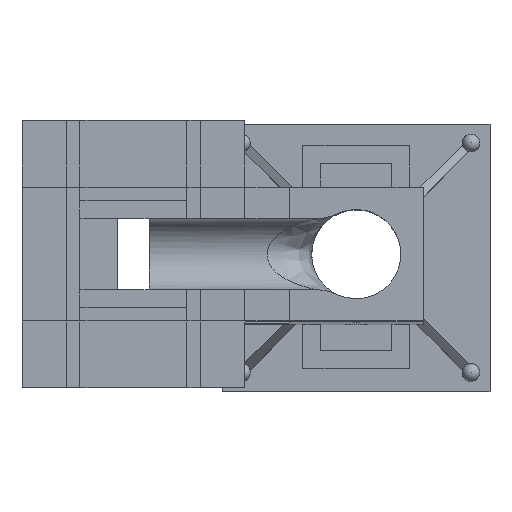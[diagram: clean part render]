
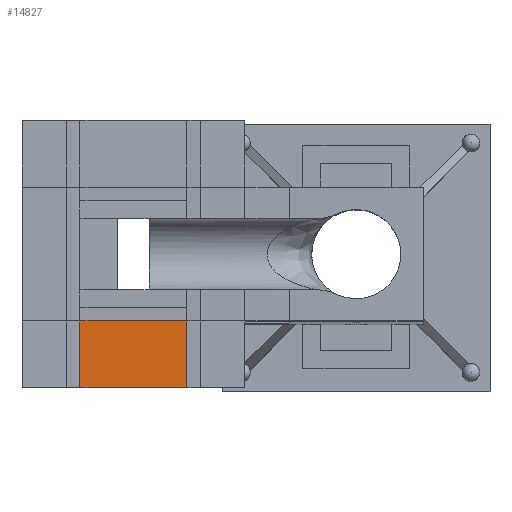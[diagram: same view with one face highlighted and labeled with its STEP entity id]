
A CAD part, top view. The second image highlights one B-rep face of the part: STEP entity #14827.
In plain terms, the highlighted planar face has unit normal (0, 0, 1).
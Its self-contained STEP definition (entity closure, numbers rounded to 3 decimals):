
#11379 = VERTEX_POINT('',#11380);
#11380 = CARTESIAN_POINT('',(-3.8,-1.5,
    48.));
#11394 = PLANE('',#11395);
#11395 = AXIS2_PLACEMENT_3D('',#11396,#11397,#11398);
#11396 = CARTESIAN_POINT('',(-5.,0.,
    48.));
#11397 = DIRECTION('',(0.,0.,1.));
#11398 = DIRECTION('',(1.,0.,0.));
#11420 = PLANE('',#11421);
#11421 = AXIS2_PLACEMENT_3D('',#11422,#11423,#11424);
#11422 = CARTESIAN_POINT('',(1.5,1.5,
    48.));
#11423 = DIRECTION('',(-0.,0.,-1.));
#11424 = DIRECTION('',(-1.,0.,0.));
#12670 = VERTEX_POINT('',#12671);
#12671 = CARTESIAN_POINT('',(-6.2,-1.5,
    48.));
#12694 = EDGE_CURVE('',#11379,#12670,#12695,.T.);
#12695 = SURFACE_CURVE('',#12696,(#12700,#12707),.PCURVE_S1.);
#12696 = LINE('',#12697,#12698);
#12697 = CARTESIAN_POINT('',(1.5,-1.5,
    48.));
#12698 = VECTOR('',#12699,1.);
#12699 = DIRECTION('',(-1.,0.,0.));
#12700 = PCURVE('',#11420,#12701);
#12701 = DEFINITIONAL_REPRESENTATION('',(#12702),#12706);
#12702 = LINE('',#12703,#12704);
#12703 = CARTESIAN_POINT('',(0.,-3.));
#12704 = VECTOR('',#12705,1.);
#12705 = DIRECTION('',(1.,0.));
#12706 = ( GEOMETRIC_REPRESENTATION_CONTEXT(2) 
PARAMETRIC_REPRESENTATION_CONTEXT() REPRESENTATION_CONTEXT('2D SPACE',''
  ) );
#12707 = PCURVE('',#12708,#12713);
#12708 = PLANE('',#12709);
#12709 = AXIS2_PLACEMENT_3D('',#12710,#12711,#12712);
#12710 = CARTESIAN_POINT('',(-5.,0.,
    48.));
#12711 = DIRECTION('',(0.,0.,1.));
#12712 = DIRECTION('',(1.,0.,0.));
#12713 = DEFINITIONAL_REPRESENTATION('',(#12714),#12718);
#12714 = LINE('',#12715,#12716);
#12715 = CARTESIAN_POINT('',(6.5,-1.5));
#12716 = VECTOR('',#12717,1.);
#12717 = DIRECTION('',(-1.,0.));
#12718 = ( GEOMETRIC_REPRESENTATION_CONTEXT(2) 
PARAMETRIC_REPRESENTATION_CONTEXT() REPRESENTATION_CONTEXT('2D SPACE',''
  ) );
#12747 = EDGE_CURVE('',#11379,#12748,#12750,.T.);
#12748 = VERTEX_POINT('',#12749);
#12749 = CARTESIAN_POINT('',(-3.8,-3.,
    48.));
#12750 = SURFACE_CURVE('',#12751,(#12755,#12762),.PCURVE_S1.);
#12751 = LINE('',#12752,#12753);
#12752 = CARTESIAN_POINT('',(-3.8,3.,
    48.));
#12753 = VECTOR('',#12754,1.);
#12754 = DIRECTION('',(0.,-1.,0.));
#12755 = PCURVE('',#11394,#12756);
#12756 = DEFINITIONAL_REPRESENTATION('',(#12757),#12761);
#12757 = LINE('',#12758,#12759);
#12758 = CARTESIAN_POINT('',(1.2,3.));
#12759 = VECTOR('',#12760,1.);
#12760 = DIRECTION('',(0.,-1.));
#12761 = ( GEOMETRIC_REPRESENTATION_CONTEXT(2) 
PARAMETRIC_REPRESENTATION_CONTEXT() REPRESENTATION_CONTEXT('2D SPACE',''
  ) );
#12762 = PCURVE('',#12708,#12763);
#12763 = DEFINITIONAL_REPRESENTATION('',(#12764),#12768);
#12764 = LINE('',#12765,#12766);
#12765 = CARTESIAN_POINT('',(1.2,3.));
#12766 = VECTOR('',#12767,1.);
#12767 = DIRECTION('',(0.,-1.));
#12768 = ( GEOMETRIC_REPRESENTATION_CONTEXT(2) 
PARAMETRIC_REPRESENTATION_CONTEXT() REPRESENTATION_CONTEXT('2D SPACE',''
  ) );
#12784 = PLANE('',#12785);
#12785 = AXIS2_PLACEMENT_3D('',#12786,#12787,#12788);
#12786 = CARTESIAN_POINT('',(-7.5,-3.,
    48.));
#12787 = DIRECTION('',(0.,-1.,0.));
#12788 = DIRECTION('',(1.,0.,0.));
#14790 = PLANE('',#14791);
#14791 = AXIS2_PLACEMENT_3D('',#14792,#14793,#14794);
#14792 = CARTESIAN_POINT('',(-5.,0.,
    48.));
#14793 = DIRECTION('',(0.,0.,1.));
#14794 = DIRECTION('',(1.,0.,0.));
#14827 = ADVANCED_FACE('',(#14828),#12708,.T.);
#14828 = FACE_BOUND('',#14829,.T.);
#14829 = EDGE_LOOP('',(#14830,#14831,#14832,#14855));
#14830 = ORIENTED_EDGE('',*,*,#12747,.F.);
#14831 = ORIENTED_EDGE('',*,*,#12694,.T.);
#14832 = ORIENTED_EDGE('',*,*,#14833,.T.);
#14833 = EDGE_CURVE('',#12670,#14834,#14836,.T.);
#14834 = VERTEX_POINT('',#14835);
#14835 = CARTESIAN_POINT('',(-6.2,-3.,
    48.));
#14836 = SURFACE_CURVE('',#14837,(#14841,#14848),.PCURVE_S1.);
#14837 = LINE('',#14838,#14839);
#14838 = CARTESIAN_POINT('',(-6.2,3.,
    48.));
#14839 = VECTOR('',#14840,1.);
#14840 = DIRECTION('',(0.,-1.,0.));
#14841 = PCURVE('',#12708,#14842);
#14842 = DEFINITIONAL_REPRESENTATION('',(#14843),#14847);
#14843 = LINE('',#14844,#14845);
#14844 = CARTESIAN_POINT('',(-1.2,3.));
#14845 = VECTOR('',#14846,1.);
#14846 = DIRECTION('',(0.,-1.));
#14847 = ( GEOMETRIC_REPRESENTATION_CONTEXT(2) 
PARAMETRIC_REPRESENTATION_CONTEXT() REPRESENTATION_CONTEXT('2D SPACE',''
  ) );
#14848 = PCURVE('',#14790,#14849);
#14849 = DEFINITIONAL_REPRESENTATION('',(#14850),#14854);
#14850 = LINE('',#14851,#14852);
#14851 = CARTESIAN_POINT('',(-1.2,3.));
#14852 = VECTOR('',#14853,1.);
#14853 = DIRECTION('',(0.,-1.));
#14854 = ( GEOMETRIC_REPRESENTATION_CONTEXT(2) 
PARAMETRIC_REPRESENTATION_CONTEXT() REPRESENTATION_CONTEXT('2D SPACE',''
  ) );
#14855 = ORIENTED_EDGE('',*,*,#14856,.T.);
#14856 = EDGE_CURVE('',#14834,#12748,#14857,.T.);
#14857 = SURFACE_CURVE('',#14858,(#14862,#14869),.PCURVE_S1.);
#14858 = LINE('',#14859,#14860);
#14859 = CARTESIAN_POINT('',(-7.5,-3.,
    48.));
#14860 = VECTOR('',#14861,1.);
#14861 = DIRECTION('',(1.,0.,0.));
#14862 = PCURVE('',#12708,#14863);
#14863 = DEFINITIONAL_REPRESENTATION('',(#14864),#14868);
#14864 = LINE('',#14865,#14866);
#14865 = CARTESIAN_POINT('',(-2.5,-3.));
#14866 = VECTOR('',#14867,1.);
#14867 = DIRECTION('',(1.,0.));
#14868 = ( GEOMETRIC_REPRESENTATION_CONTEXT(2) 
PARAMETRIC_REPRESENTATION_CONTEXT() REPRESENTATION_CONTEXT('2D SPACE',''
  ) );
#14869 = PCURVE('',#12784,#14870);
#14870 = DEFINITIONAL_REPRESENTATION('',(#14871),#14875);
#14871 = LINE('',#14872,#14873);
#14872 = CARTESIAN_POINT('',(0.,0.));
#14873 = VECTOR('',#14874,1.);
#14874 = DIRECTION('',(1.,0.));
#14875 = ( GEOMETRIC_REPRESENTATION_CONTEXT(2) 
PARAMETRIC_REPRESENTATION_CONTEXT() REPRESENTATION_CONTEXT('2D SPACE',''
  ) );
